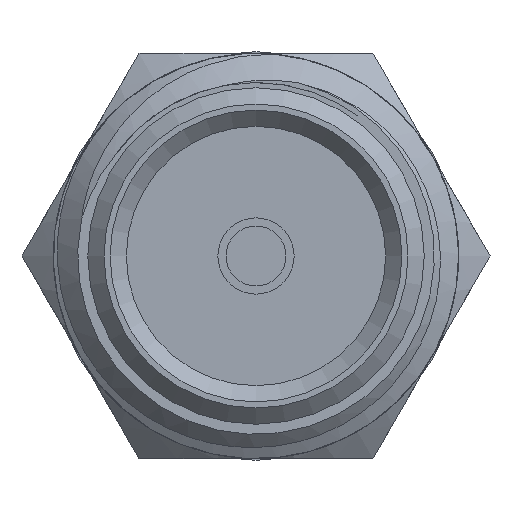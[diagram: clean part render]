
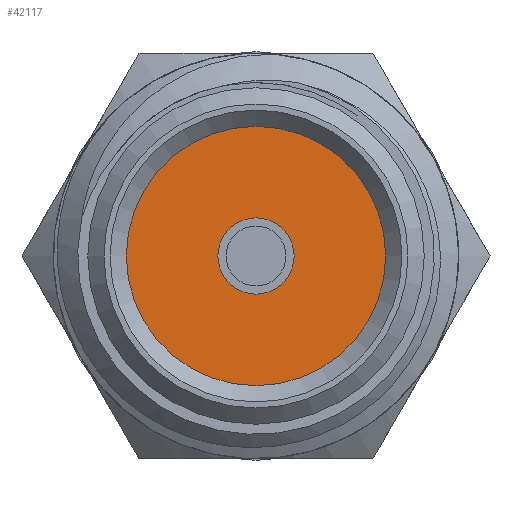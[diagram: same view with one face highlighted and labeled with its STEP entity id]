
A CAD part, left-side view. The second image highlights one B-rep face of the part: STEP entity #42117.
In plain terms, the highlighted planar face has unit normal (-1, 0, 0).
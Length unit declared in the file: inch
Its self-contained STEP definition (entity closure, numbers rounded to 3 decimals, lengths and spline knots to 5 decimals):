
#393 = CARTESIAN_POINT ( 'NONE',  ( 0.08, 0., 0. ) ) ;
#8167 = VERTEX_POINT ( 'NONE', #8761 ) ;
#8761 = CARTESIAN_POINT ( 'NONE',  ( 0.08, 0., 0.08 ) ) ;
#10230 = ORIENTED_EDGE ( 'NONE', *, *, #105785, .F. ) ;
#11197 = CARTESIAN_POINT ( 'NONE',  ( 0.08, 0., 0.0235 ) ) ;
#18093 = FACE_OUTER_BOUND ( 'NONE', #101154, .T. ) ;
#20706 = DIRECTION ( 'NONE',  ( -1., 0., 0. ) ) ;
#27019 = CARTESIAN_POINT ( 'NONE',  ( 0.08, 0., 0. ) ) ;
#29385 = CIRCLE ( 'NONE', #49075, 0.08 ) ;
#34439 = DIRECTION ( 'NONE',  ( -1., 0., 0. ) ) ;
#42117 = ADVANCED_FACE ( 'NONE', ( #75268, #18093 ), #55641, .T. ) ;
#43072 = CARTESIAN_POINT ( 'NONE',  ( 0.08, 0., 0. ) ) ;
#48440 = EDGE_CURVE ( 'NONE', #8167, #8167, #29385, .T. ) ;
#49011 = DIRECTION ( 'NONE',  ( 0., 0., 1. ) ) ;
#49075 = AXIS2_PLACEMENT_3D ( 'NONE', #27019, #53537, #90994 ) ;
#53537 = DIRECTION ( 'NONE',  ( -1., 0., 0. ) ) ;
#53739 = ORIENTED_EDGE ( 'NONE', *, *, #48440, .T. ) ;
#55641 = PLANE ( 'NONE',  #88406 ) ;
#75268 = FACE_BOUND ( 'NONE', #95033, .T. ) ;
#88406 = AXIS2_PLACEMENT_3D ( 'NONE', #43072, #34439, #108205 ) ;
#90994 = DIRECTION ( 'NONE',  ( 0., 0., 1. ) ) ;
#95033 = EDGE_LOOP ( 'NONE', ( #10230 ) ) ;
#101154 = EDGE_LOOP ( 'NONE', ( #53739 ) ) ;
#105785 = EDGE_CURVE ( 'NONE', #106500, #106500, #112519, .T. ) ;
#106500 = VERTEX_POINT ( 'NONE', #11197 ) ;
#108205 = DIRECTION ( 'NONE',  ( 0., 0., 1. ) ) ;
#112519 = CIRCLE ( 'NONE', #116454, 0.0235 ) ;
#116454 = AXIS2_PLACEMENT_3D ( 'NONE', #393, #20706, #49011 ) ;
